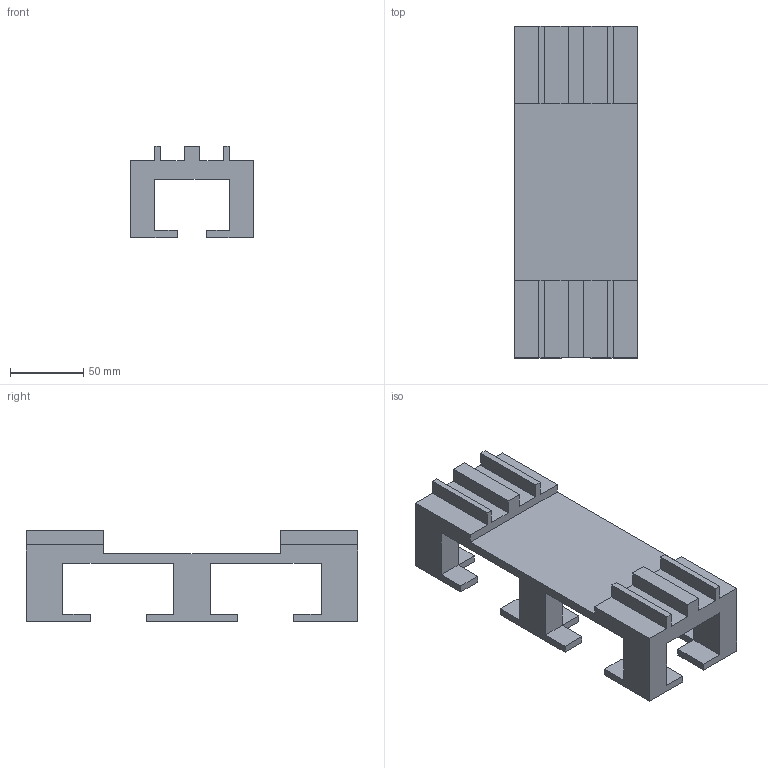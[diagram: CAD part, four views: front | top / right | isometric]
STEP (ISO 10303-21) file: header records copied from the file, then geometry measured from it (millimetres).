
FILE_DESCRIPTION(/* description */ (''),/* implementation_level */ '2;1');
FILE_NAME(/* name */ 'cell and oil channel flow sensors holder v5 kanishk fused v2.step',/* time_stamp */ '2024-09-30T20:41:34-07:00',/* author */ (''),/* organization */ (''),/* preprocessor_version */ 'ST-DEVELOPER v20',/* originating_system */ 'Autodesk Translation Framework v13.20.0.188',/* authorisation */ '');
FILE_SCHEMA (('AUTOMOTIVE_DESIGN { 1 0 10303 214 3 1 1 }'));
Length unit declared in the file: millimetre
Products named in the file (1): holder v5 kanishk fused
Bounding box: 83.6 x 226 x 62.3 mm (x, y, z)
Volume: 312060.5 mm3; surface area: 83853.6 mm2
Topology: 1 solids, 1 shells, 98 faces, 264 edges, 168 vertices
Faces by surface type: plane 98
Entity records: 3009 total; most frequent: CARTESIAN_POINT 531, ORIENTED_EDGE 528, DIRECTION 462, LINE 264, VECTOR 264, EDGE_CURVE 264, VERTEX_POINT 168, AXIS2_PLACEMENT_3D 99
